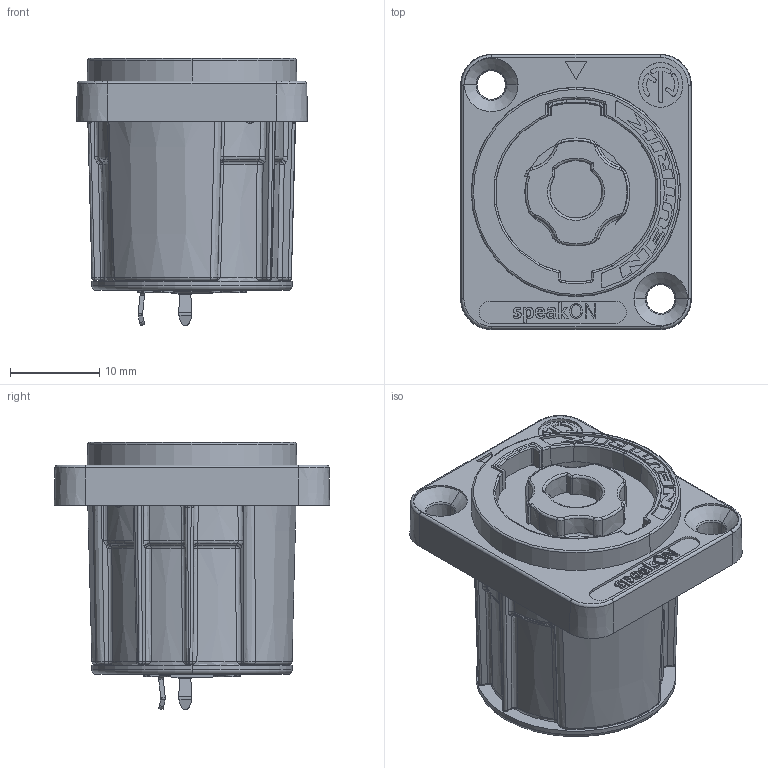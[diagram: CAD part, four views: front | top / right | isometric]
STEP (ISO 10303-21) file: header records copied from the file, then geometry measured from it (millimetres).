
FILE_DESCRIPTION((''),'2;1');
FILE_NAME('NL2MDXX-V','2020-02-11T11:40:19',('phk'),(''),'CREO PARAMETRIC BY PTC INC, 2019080','CREO PARAMETRIC BY PTC INC, 2019080','');
FILE_SCHEMA(('CONFIG_CONTROL_DESIGN'));
Length unit declared in the file: millimetre
Products named in the file (1): NL2MDXX-V
Bounding box: 25.9 x 30.9 x 29.95 mm (x, y, z)
Volume: 10427.1 mm3; surface area: 5551.6 mm2
Topology: 1 solids, 6 shells, 1080 faces, 2654 edges, 1626 vertices
Faces by surface type: plane 322, bspline 213, cylinder 173, extrusion 156, cone 89, torus 85, sphere 42
Entity records: 46419 total; most frequent: CARTESIAN_POINT 23119, ORIENTED_EDGE 5298, DIRECTION 4006, EDGE_CURVE 2654, VERTEX_POINT 1626, AXIS2_PLACEMENT_3D 1388, VECTOR 1230, EDGE_LOOP 1134
